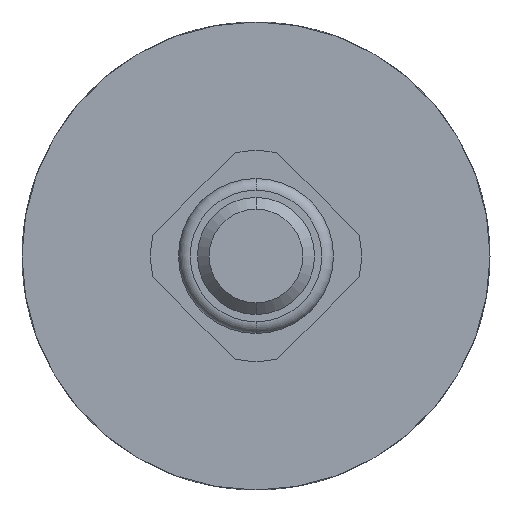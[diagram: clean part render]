
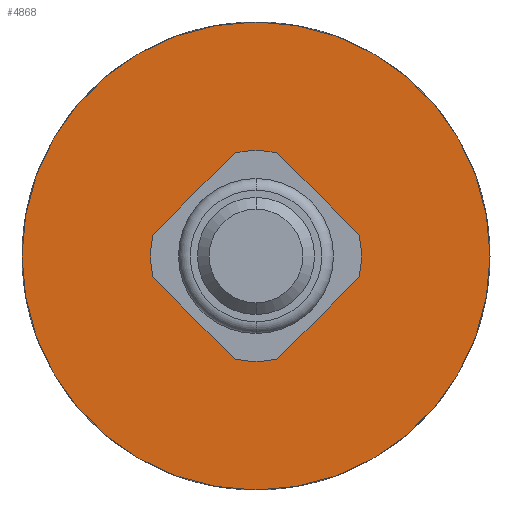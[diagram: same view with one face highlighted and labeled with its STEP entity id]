
A CAD part, front view. The second image highlights one B-rep face of the part: STEP entity #4868.
In plain terms, the highlighted planar face has unit normal (0, -1, 0).
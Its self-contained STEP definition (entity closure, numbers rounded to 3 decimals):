
#56 = VERTEX_POINT ( 'NONE', #6700 ) ;
#129 = FACE_OUTER_BOUND ( 'NONE', #6858, .T. ) ;
#274 = EDGE_CURVE ( 'Defeature ausgef�hrt2_55+Defeature ausgef�hrt2_19+Defeature ausgef�hrt2_19+Defeature ausgef�hrt2_19', #56, #9295, #3949, .T. ) ;
#447 = EDGE_CURVE ( 'Defeature ausgef�hrt2_55+Defeature ausgef�hrt2_54+Defeature ausgef�hrt2_54+Defeature ausgef�hrt2_54', #6355, #9134, #10953, .T. ) ;
#742 = AXIS2_PLACEMENT_3D ( 'NONE', #7775, #3467, #1870 ) ;
#1348 = AXIS2_PLACEMENT_3D ( 'NONE', #1968, #6142, #6934 ) ;
#1472 = DIRECTION ( 'NONE',  ( 0., -1., 0. ) ) ;
#1870 = DIRECTION ( 'NONE',  ( 0., 0., -1. ) ) ;
#1968 = CARTESIAN_POINT ( 'NONE',  ( 0., 5.3, 0. ) ) ;
#2246 = ORIENTED_EDGE ( 'NONE', *, *, #7126, .T. ) ;
#3191 = CARTESIAN_POINT ( 'NONE',  ( 0., 5.3, 0. ) ) ;
#3450 = CARTESIAN_POINT ( 'NONE',  ( 0., 5.3, 4. ) ) ;
#3467 = DIRECTION ( 'NONE',  ( 0., -1., 0. ) ) ;
#3483 = AXIS2_PLACEMENT_3D ( 'NONE', #3191, #1472, #7436 ) ;
#3949 = CIRCLE ( 'NONE', #1348, 0.9 ) ;
#3996 = ORIENTED_EDGE ( 'NONE', *, *, #274, .T. ) ;
#4164 = CARTESIAN_POINT ( 'NONE',  ( 0., 5.3, 0. ) ) ;
#4845 = DIRECTION ( 'NONE',  ( -1., 0., 0. ) ) ;
#4868 = ADVANCED_FACE ( 'Defeature ausgef�hrt2_55', ( #7082, #129 ), #7739, .T. ) ;
#5395 = CARTESIAN_POINT ( 'NONE',  ( 0.9, 5.3, 0. ) ) ;
#6142 = DIRECTION ( 'NONE',  ( 0., 1., 0. ) ) ;
#6328 = CARTESIAN_POINT ( 'NONE',  ( 0., 5.3, -4. ) ) ;
#6355 = VERTEX_POINT ( 'NONE', #6328 ) ;
#6473 = AXIS2_PLACEMENT_3D ( 'NONE', #7442, #6615, #4845 ) ;
#6615 = DIRECTION ( 'NONE',  ( 0., 1., 0. ) ) ;
#6700 = CARTESIAN_POINT ( 'NONE',  ( -0.9, 5.3, 0. ) ) ;
#6858 = EDGE_LOOP ( 'NONE', ( #9369, #2246 ) ) ;
#6885 = CIRCLE ( 'NONE', #8835, 4. ) ;
#6898 = CIRCLE ( 'NONE', #6473, 0.9 ) ;
#6934 = DIRECTION ( 'NONE',  ( -1., 0., 0. ) ) ;
#6986 = EDGE_CURVE ( 'Defeature ausgef�hrt2_55+Defeature ausgef�hrt2_19+Defeature ausgef�hrt2_19+Defeature ausgef�hrt2_19', #9295, #56, #6898, .T. ) ;
#7082 = FACE_BOUND ( 'NONE', #11044, .T. ) ;
#7126 = EDGE_CURVE ( 'Defeature ausgef�hrt2_55+Defeature ausgef�hrt2_54+Defeature ausgef�hrt2_54+Defeature ausgef�hrt2_54', #9134, #6355, #6885, .T. ) ;
#7436 = DIRECTION ( 'NONE',  ( 0., 0., -1. ) ) ;
#7442 = CARTESIAN_POINT ( 'NONE',  ( 0., 5.3, 0. ) ) ;
#7699 = ORIENTED_EDGE ( 'NONE', *, *, #6986, .T. ) ;
#7739 = PLANE ( 'NONE',  #742 ) ;
#7775 = CARTESIAN_POINT ( 'NONE',  ( 0., 5.3, 0. ) ) ;
#8835 = AXIS2_PLACEMENT_3D ( 'NONE', #4164, #9346, #9418 ) ;
#9134 = VERTEX_POINT ( 'NONE', #3450 ) ;
#9295 = VERTEX_POINT ( 'NONE', #5395 ) ;
#9346 = DIRECTION ( 'NONE',  ( 0., -1., 0. ) ) ;
#9369 = ORIENTED_EDGE ( 'NONE', *, *, #447, .T. ) ;
#9418 = DIRECTION ( 'NONE',  ( 0., 0., -1. ) ) ;
#10953 = CIRCLE ( 'NONE', #3483, 4. ) ;
#11044 = EDGE_LOOP ( 'NONE', ( #3996, #7699 ) ) ;
